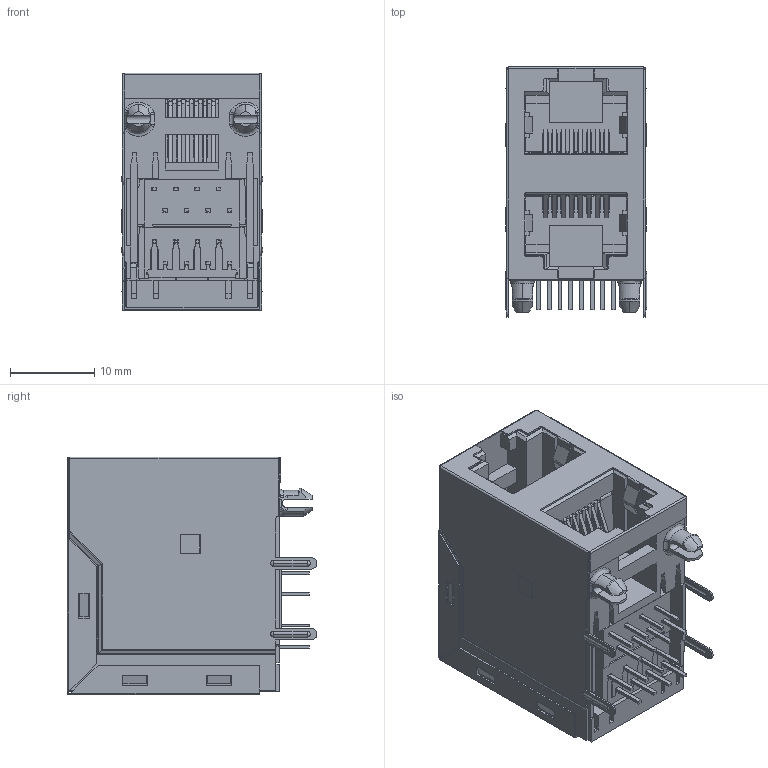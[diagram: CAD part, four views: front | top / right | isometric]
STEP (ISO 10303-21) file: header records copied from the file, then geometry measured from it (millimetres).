
FILE_DESCRIPTION (( 'STEP AP203' ), '1' );
FILE_NAME ('J96028822N00121.STEP', '2020-03-20T22:47:21', ( '' ), ( '' ), 'SwSTEP 2.0', 'SolidWorks 2016', '' );
FILE_SCHEMA (( 'CONFIG_CONTROL_DESIGN' ));
Length unit declared in the file: millimetre
Products named in the file (10): 96 Insulator Insert; 96 Contact Lock Lower; 96 Grounding_2 Ports; 96 Back Plate_2 Ports; 96 Contact Lock Upper; 96 Contacts Upper; 96 Contacts Lower; J96028822N00121; 96 Shield_2 Ports No LED - No EMI; 96 Insulator_2 Ports
Assembly tree (9 placements, depth 2):
  J96028822N00121
    96 Insulator_2 Ports
    96 Contacts Lower
    96 Contact Lock Lower
    96 Grounding_2 Ports
    96 Contacts Upper
    96 Contact Lock Upper
    96 Insulator Insert
    96 Back Plate_2 Ports
    96 Shield_2 Ports No LED - No EMI
Bounding box: 16.8 x 29.58 x 28.15 mm (x, y, z)
Volume: 6700.9 mm3; surface area: 18480.4 mm2
Topology: 23 solids, 23 shells, 2266 faces, 6349 edges, 4069 vertices
Faces by surface type: plane 1765, cylinder 395, bspline 98, cone 8
Entity records: 75005 total; most frequent: CARTESIAN_POINT 16749, ORIENTED_EDGE 12666, DIRECTION 10773, EDGE_CURVE 6333, VECTOR 5171, LINE 5171, VERTEX_POINT 4069, AXIS2_PLACEMENT_3D 2801
